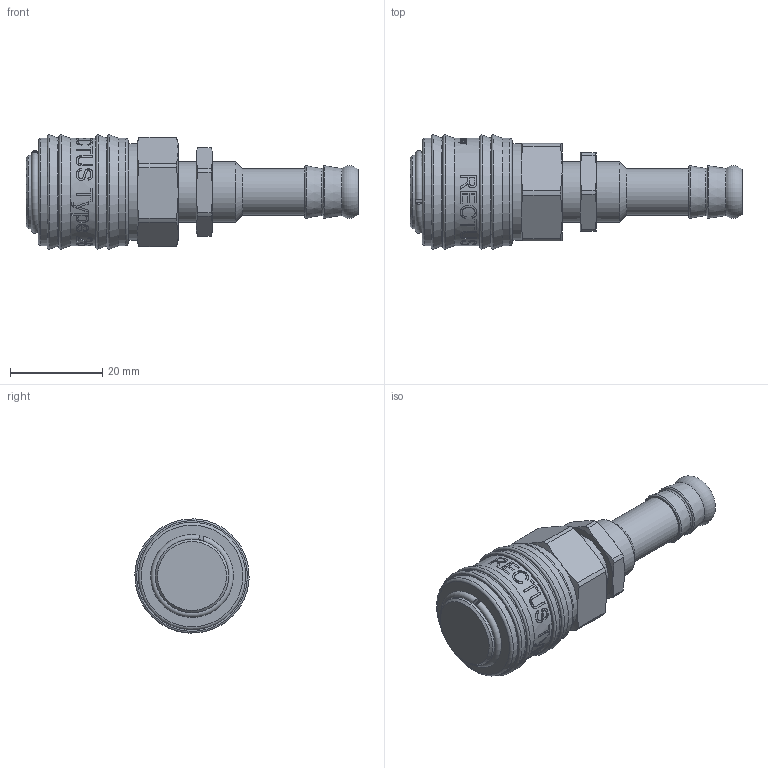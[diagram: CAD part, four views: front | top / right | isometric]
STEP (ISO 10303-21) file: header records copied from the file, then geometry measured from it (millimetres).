
FILE_DESCRIPTION((''),'2;1');
FILE_NAME('26kats10mpn.stp','2015-03-03T13:06:44',('IA176480'),(''),'Autodesk Inventor 2013','Autodesk Inventor 2013','');
FILE_SCHEMA(('AUTOMOTIVE_DESIGN { 1 0 10303 214 1 1 1 1 }'));
Length unit declared in the file: millimetre
Products named in the file (1): D113525
Bounding box: 72 x 24.76 x 24.76 mm (x, y, z)
Volume: 15617.8 mm3; surface area: 8529.4 mm2
Topology: 2 solids, 4 shells, 496 faces, 1283 edges, 839 vertices
Faces by surface type: bspline 189, plane 183, cylinder 69, cone 39, torus 16
Full cylindrical faces by diameter (mm): 10.1 x1, 13.157 x2, 14.95 x1, 15.15 x1, 15.45 x1, 15.95 x2, 16.1 x1, 16.65 x1, 17 x1, 18 x2, 21 x1, 21.1 x1, 23.3 x3
Entity records: 63639 total; most frequent: CARTESIAN_POINT 52866, ORIENTED_EDGE 2434, DIRECTION 1483, EDGE_CURVE 1217, VERTEX_POINT 823, EDGE_LOOP 594, AXIS2_PLACEMENT_3D 525, B_SPLINE_CURVE_WITH_KNOTS 517
